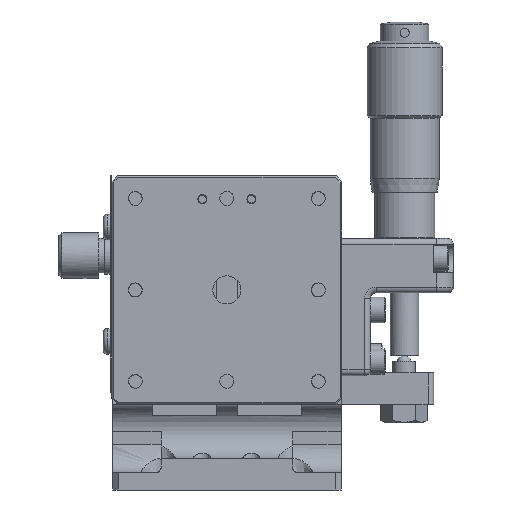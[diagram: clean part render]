
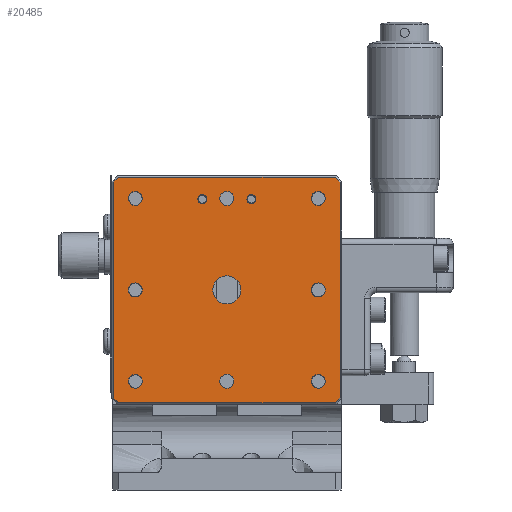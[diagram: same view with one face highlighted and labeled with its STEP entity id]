
A CAD part, front view. The second image highlights one B-rep face of the part: STEP entity #20485.
In plain terms, the highlighted planar face has unit normal (0, -1, 0).
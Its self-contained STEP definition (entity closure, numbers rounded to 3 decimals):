
#17301=CARTESIAN_POINT('',(-2.459,0.,0.));
#17302=VERTEX_POINT('',#17301);
#17303=CARTESIAN_POINT('',(0.,0.0,0.0));
#17304=DIRECTION('',(0.0,1.0,0.0));
#17305=DIRECTION('',(1.0,0.0,0.0));
#17306=AXIS2_PLACEMENT_3D('',#17303,#17304,#17305);
#17307=CIRCLE('',#17306,2.459);
#17308=EDGE_CURVE('',#17302,#17302,#17307,.T.);
#17383=CARTESIAN_POINT('',(-1.23,0.,16.0));
#17384=VERTEX_POINT('',#17383);
#17385=CARTESIAN_POINT('',(0.,0.,16.0));
#17386=DIRECTION('',(0.0,1.0,0.0));
#17387=DIRECTION('',(1.0,0.0,0.0));
#17388=AXIS2_PLACEMENT_3D('',#17385,#17386,#17387);
#17389=CIRCLE('',#17388,1.23);
#17390=EDGE_CURVE('',#17384,#17384,#17389,.T.);
#17473=CARTESIAN_POINT('',(14.771,0.,16.));
#17474=VERTEX_POINT('',#17473);
#17475=CARTESIAN_POINT('',(16.0,0.,16.));
#17476=DIRECTION('',(0.0,1.0,0.0));
#17477=DIRECTION('',(1.0,0.0,0.0));
#17478=AXIS2_PLACEMENT_3D('',#17475,#17476,#17477);
#17479=CIRCLE('',#17478,1.23);
#17480=EDGE_CURVE('',#17474,#17474,#17479,.T.);
#17830=CARTESIAN_POINT('',(16.0,0.,1.23));
#17831=VERTEX_POINT('',#17830);
#17832=CARTESIAN_POINT('',(16.0,0.0,0.));
#17833=DIRECTION('',(0.0,1.0,0.0));
#17834=DIRECTION('',(0.0,0.0,-1.0));
#17835=AXIS2_PLACEMENT_3D('',#17832,#17833,#17834);
#17836=CIRCLE('',#17835,1.23);
#17837=EDGE_CURVE('',#17831,#17831,#17836,.T.);
#17880=CARTESIAN_POINT('',(16.,0.,-14.771));
#17881=VERTEX_POINT('',#17880);
#17882=CARTESIAN_POINT('',(16.,0.,-16.0));
#17883=DIRECTION('',(0.0,1.0,0.0));
#17884=DIRECTION('',(0.0,0.0,-1.0));
#17885=AXIS2_PLACEMENT_3D('',#17882,#17883,#17884);
#17886=CIRCLE('',#17885,1.23);
#17887=EDGE_CURVE('',#17881,#17881,#17886,.T.);
#17918=CARTESIAN_POINT('',(1.23,0.,-16.0));
#17919=VERTEX_POINT('',#17918);
#17920=CARTESIAN_POINT('',(0.,0.,-16.0));
#17921=DIRECTION('',(0.0,1.0,0.0));
#17922=DIRECTION('',(-1.0,0.0,0.0));
#17923=AXIS2_PLACEMENT_3D('',#17920,#17921,#17922);
#17924=CIRCLE('',#17923,1.23);
#17925=EDGE_CURVE('',#17919,#17919,#17924,.T.);
#17963=CARTESIAN_POINT('',(-14.771,0.,-16.));
#17964=VERTEX_POINT('',#17963);
#17965=CARTESIAN_POINT('',(-16.0,0.,-16.));
#17966=DIRECTION('',(0.0,1.0,0.0));
#17967=DIRECTION('',(-1.0,0.0,0.0));
#17968=AXIS2_PLACEMENT_3D('',#17965,#17966,#17967);
#17969=CIRCLE('',#17968,1.23);
#17970=EDGE_CURVE('',#17964,#17964,#17969,.T.);
#18005=CARTESIAN_POINT('',(-16.0,0.,-1.23));
#18006=VERTEX_POINT('',#18005);
#18007=CARTESIAN_POINT('',(-16.0,0.0,0.));
#18008=DIRECTION('',(0.0,1.0,0.0));
#18009=DIRECTION('',(0.0,0.0,1.0));
#18010=AXIS2_PLACEMENT_3D('',#18007,#18008,#18009);
#18011=CIRCLE('',#18010,1.23);
#18012=EDGE_CURVE('',#18006,#18006,#18011,.T.);
#18047=CARTESIAN_POINT('',(-16.,0.,14.77));
#18048=VERTEX_POINT('',#18047);
#18049=CARTESIAN_POINT('',(-16.,0.,16.));
#18050=DIRECTION('',(0.0,1.0,0.0));
#18051=DIRECTION('',(0.0,0.0,1.0));
#18052=AXIS2_PLACEMENT_3D('',#18049,#18050,#18051);
#18053=CIRCLE('',#18052,1.23);
#18054=EDGE_CURVE('',#18048,#18048,#18053,.T.);
#18088=CARTESIAN_POINT('',(-5.084,0.,15.875));
#18089=VERTEX_POINT('',#18088);
#18090=CARTESIAN_POINT('',(-4.3,0.0,15.875));
#18091=DIRECTION('',(0.0,1.0,0.0));
#18092=DIRECTION('',(1.0,0.0,0.0));
#18093=AXIS2_PLACEMENT_3D('',#18090,#18091,#18092);
#18094=CIRCLE('',#18093,0.784);
#18095=EDGE_CURVE('',#18089,#18089,#18094,.T.);
#18129=CARTESIAN_POINT('',(3.517,0.,15.875));
#18130=VERTEX_POINT('',#18129);
#18131=CARTESIAN_POINT('',(4.3,0.0,15.875));
#18132=DIRECTION('',(0.0,1.0,0.0));
#18133=DIRECTION('',(1.0,0.0,0.0));
#18134=AXIS2_PLACEMENT_3D('',#18131,#18132,#18133);
#18135=CIRCLE('',#18134,0.784);
#18136=EDGE_CURVE('',#18130,#18130,#18135,.T.);
#20381=CARTESIAN_POINT('',(20.1,0.0,0.0));
#20382=DIRECTION('',(0.0,-1.0,0.0));
#20383=DIRECTION('',(0.0,0.0,-1.0));
#20384=AXIS2_PLACEMENT_3D('',#20381,#20382,#20383);
#20385=PLANE('',#20384);
#20386=CARTESIAN_POINT('',(-19.8,0.0,-18.876));
#20387=VERTEX_POINT('',#20386);
#20388=CARTESIAN_POINT('',(-19.8,0.0,18.876));
#20389=VERTEX_POINT('',#20388);
#20390=CARTESIAN_POINT('',(-19.8,0.0,-18.876));
#20391=DIRECTION('',(0.0,0.0,1.0));
#20392=VECTOR('',#20391,37.751);
#20393=LINE('',#20390,#20392);
#20394=EDGE_CURVE('',#20387,#20389,#20393,.T.);
#20395=ORIENTED_EDGE('',*,*,#20394,.F.);
#20396=CARTESIAN_POINT('',(-18.976,0.0,-19.7));
#20397=VERTEX_POINT('',#20396);
#20398=CARTESIAN_POINT('',(-18.976,0.0,-19.7));
#20399=DIRECTION('',(-0.707,0.0,0.707));
#20400=VECTOR('',#20399,1.166);
#20401=LINE('',#20398,#20400);
#20402=EDGE_CURVE('',#20397,#20387,#20401,.T.);
#20403=ORIENTED_EDGE('',*,*,#20402,.F.);
#20404=CARTESIAN_POINT('',(18.976,0.0,-19.7));
#20405=VERTEX_POINT('',#20404);
#20406=CARTESIAN_POINT('',(18.976,0.0,-19.7));
#20407=DIRECTION('',(-1.0,0.0,0.0));
#20408=VECTOR('',#20407,37.951);
#20409=LINE('',#20406,#20408);
#20410=EDGE_CURVE('',#20405,#20397,#20409,.T.);
#20411=ORIENTED_EDGE('',*,*,#20410,.F.);
#20412=CARTESIAN_POINT('',(19.8,0.0,-18.876));
#20413=VERTEX_POINT('',#20412);
#20414=CARTESIAN_POINT('',(19.8,0.0,-18.876));
#20415=DIRECTION('',(-0.707,0.0,-0.707));
#20416=VECTOR('',#20415,1.166);
#20417=LINE('',#20414,#20416);
#20418=EDGE_CURVE('',#20413,#20405,#20417,.T.);
#20419=ORIENTED_EDGE('',*,*,#20418,.F.);
#20420=CARTESIAN_POINT('',(19.8,0.0,18.876));
#20421=VERTEX_POINT('',#20420);
#20422=CARTESIAN_POINT('',(19.8,0.0,18.876));
#20423=DIRECTION('',(0.0,0.0,-1.0));
#20424=VECTOR('',#20423,37.751);
#20425=LINE('',#20422,#20424);
#20426=EDGE_CURVE('',#20421,#20413,#20425,.T.);
#20427=ORIENTED_EDGE('',*,*,#20426,.F.);
#20428=CARTESIAN_POINT('',(18.976,0.0,19.7));
#20429=VERTEX_POINT('',#20428);
#20430=CARTESIAN_POINT('',(18.976,0.0,19.7));
#20431=DIRECTION('',(0.707,0.0,-0.707));
#20432=VECTOR('',#20431,1.166);
#20433=LINE('',#20430,#20432);
#20434=EDGE_CURVE('',#20429,#20421,#20433,.T.);
#20435=ORIENTED_EDGE('',*,*,#20434,.F.);
#20436=CARTESIAN_POINT('',(-18.976,0.0,19.7));
#20437=VERTEX_POINT('',#20436);
#20438=CARTESIAN_POINT('',(-18.976,0.0,19.7));
#20439=DIRECTION('',(1.0,0.0,0.0));
#20440=VECTOR('',#20439,37.951);
#20441=LINE('',#20438,#20440);
#20442=EDGE_CURVE('',#20437,#20429,#20441,.T.);
#20443=ORIENTED_EDGE('',*,*,#20442,.F.);
#20444=CARTESIAN_POINT('',(-19.8,0.0,18.876));
#20445=DIRECTION('',(0.707,0.0,0.707));
#20446=VECTOR('',#20445,1.166);
#20447=LINE('',#20444,#20446);
#20448=EDGE_CURVE('',#20389,#20437,#20447,.T.);
#20449=ORIENTED_EDGE('',*,*,#20448,.F.);
#20450=EDGE_LOOP('',(#20395,#20403,#20411,#20419,#20427,#20435,#20443,#20449));
#20451=FACE_OUTER_BOUND('',#20450,.T.);
#20452=ORIENTED_EDGE('',*,*,#17308,.T.);
#20453=EDGE_LOOP('',(#20452));
#20454=FACE_BOUND('',#20453,.T.);
#20455=ORIENTED_EDGE('',*,*,#17390,.T.);
#20456=EDGE_LOOP('',(#20455));
#20457=FACE_BOUND('',#20456,.T.);
#20458=ORIENTED_EDGE('',*,*,#17480,.T.);
#20459=EDGE_LOOP('',(#20458));
#20460=FACE_BOUND('',#20459,.T.);
#20461=ORIENTED_EDGE('',*,*,#17837,.T.);
#20462=EDGE_LOOP('',(#20461));
#20463=FACE_BOUND('',#20462,.T.);
#20464=ORIENTED_EDGE('',*,*,#17887,.T.);
#20465=EDGE_LOOP('',(#20464));
#20466=FACE_BOUND('',#20465,.T.);
#20467=ORIENTED_EDGE('',*,*,#17925,.T.);
#20468=EDGE_LOOP('',(#20467));
#20469=FACE_BOUND('',#20468,.T.);
#20470=ORIENTED_EDGE('',*,*,#17970,.T.);
#20471=EDGE_LOOP('',(#20470));
#20472=FACE_BOUND('',#20471,.T.);
#20473=ORIENTED_EDGE('',*,*,#18012,.T.);
#20474=EDGE_LOOP('',(#20473));
#20475=FACE_BOUND('',#20474,.T.);
#20476=ORIENTED_EDGE('',*,*,#18054,.T.);
#20477=EDGE_LOOP('',(#20476));
#20478=FACE_BOUND('',#20477,.T.);
#20479=ORIENTED_EDGE('',*,*,#18095,.T.);
#20480=EDGE_LOOP('',(#20479));
#20481=FACE_BOUND('',#20480,.T.);
#20482=ORIENTED_EDGE('',*,*,#18136,.T.);
#20483=EDGE_LOOP('',(#20482));
#20484=FACE_BOUND('',#20483,.T.);
#20485=ADVANCED_FACE('',(#20451,#20454,#20457,#20460,#20463,#20466,#20469,#20472,#20475,#20478,#20481,#20484),#20385,.T.);
